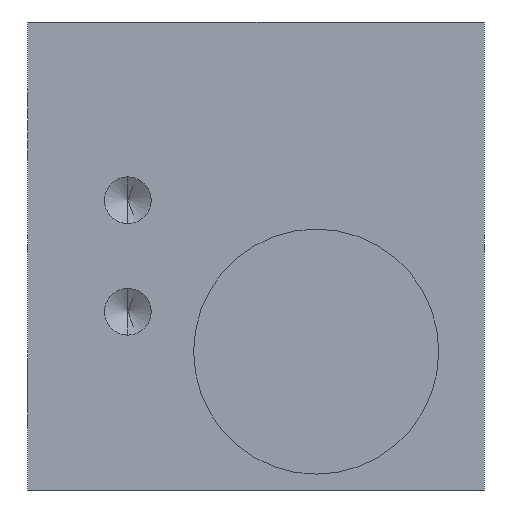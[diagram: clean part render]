
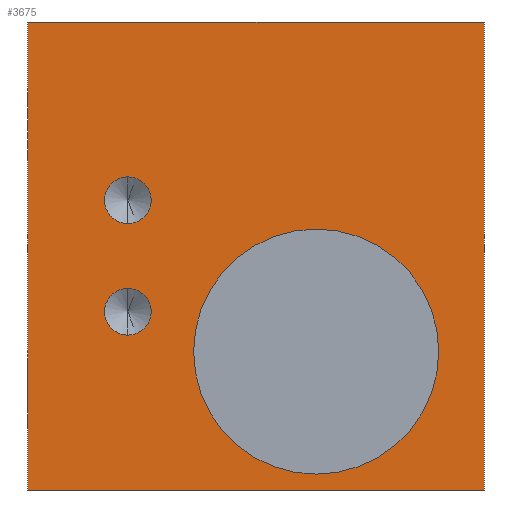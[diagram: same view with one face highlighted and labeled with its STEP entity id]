
A CAD part, left-side view. The second image highlights one B-rep face of the part: STEP entity #3675.
In plain terms, the highlighted planar face has unit normal (-1, 0, 0).
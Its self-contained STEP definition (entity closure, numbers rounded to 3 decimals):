
#25 = EDGE_CURVE ( 'NONE', #451, #3733, #2622, .T. ) ;
#82 = AXIS2_PLACEMENT_3D ( 'NONE', #2410, #2118, #2730 ) ;
#117 = CARTESIAN_POINT ( 'NONE',  ( -50., -9., -28.1 ) ) ;
#124 = CIRCLE ( 'NONE', #2985, 11. ) ;
#282 = DIRECTION ( 'NONE',  ( 0., -1., 0. ) ) ;
#301 = CARTESIAN_POINT ( 'NONE',  ( -50., 0., -42. ) ) ;
#378 = FACE_BOUND ( 'NONE', #560, .T. ) ;
#396 = CARTESIAN_POINT ( 'NONE',  ( -50., 0., -42. ) ) ;
#451 = VERTEX_POINT ( 'NONE', #1432 ) ;
#471 = EDGE_LOOP ( 'NONE', ( #1224, #3907 ) ) ;
#528 = CARTESIAN_POINT ( 'NONE',  ( -50., -9., -26. ) ) ;
#560 = EDGE_LOOP ( 'NONE', ( #2234, #2040 ) ) ;
#598 = CARTESIAN_POINT ( 'NONE',  ( -50., 0., -42. ) ) ;
#599 = VECTOR ( 'NONE', #282, 1000. ) ;
#634 = CARTESIAN_POINT ( 'NONE',  ( -50., 0., -42. ) ) ;
#646 = ORIENTED_EDGE ( 'NONE', *, *, #2211, .F. ) ;
#671 = VECTOR ( 'NONE', #4077, 1000. ) ;
#714 = DIRECTION ( 'NONE',  ( -1., 0., 0. ) ) ;
#863 = CARTESIAN_POINT ( 'NONE',  ( -50., -9., -23.9 ) ) ;
#877 = CIRCLE ( 'NONE', #82, 2.1 ) ;
#944 = DIRECTION ( 'NONE',  ( -1., 0., 0. ) ) ;
#969 = DIRECTION ( 'NONE',  ( 0., -1., 0. ) ) ;
#1004 = DIRECTION ( 'NONE',  ( 0., -1., 0. ) ) ;
#1094 = EDGE_CURVE ( 'NONE', #3513, #1557, #3849, .T. ) ;
#1201 = AXIS2_PLACEMENT_3D ( 'NONE', #2252, #4126, #2867 ) ;
#1223 = CARTESIAN_POINT ( 'NONE',  ( -50., -9., -16. ) ) ;
#1224 = ORIENTED_EDGE ( 'NONE', *, *, #4203, .F. ) ;
#1238 = DIRECTION ( 'NONE',  ( -1., 0., 0. ) ) ;
#1262 = VERTEX_POINT ( 'NONE', #4013 ) ;
#1284 = PLANE ( 'NONE',  #1793 ) ;
#1323 = EDGE_CURVE ( 'NONE', #3733, #451, #124, .T. ) ;
#1359 = CARTESIAN_POINT ( 'NONE',  ( -50., -9., -26. ) ) ;
#1382 = DIRECTION ( 'NONE',  ( 0., 0., 1. ) ) ;
#1402 = VERTEX_POINT ( 'NONE', #117 ) ;
#1432 = CARTESIAN_POINT ( 'NONE',  ( -50., -36.9, -29.58 ) ) ;
#1441 = EDGE_LOOP ( 'NONE', ( #646, #3848 ) ) ;
#1487 = ORIENTED_EDGE ( 'NONE', *, *, #2279, .T. ) ;
#1489 = EDGE_CURVE ( 'NONE', #2950, #1557, #4108, .T. ) ;
#1492 = FACE_BOUND ( 'NONE', #1441, .T. ) ;
#1503 = CIRCLE ( 'NONE', #3911, 2.1 ) ;
#1557 = VERTEX_POINT ( 'NONE', #3130 ) ;
#1561 = DIRECTION ( 'NONE',  ( 0., 0., 1. ) ) ;
#1563 = DIRECTION ( 'NONE',  ( 0., 0., 1. ) ) ;
#1602 = VERTEX_POINT ( 'NONE', #863 ) ;
#1617 = CARTESIAN_POINT ( 'NONE',  ( -50., 0., 0. ) ) ;
#1636 = EDGE_CURVE ( 'NONE', #1402, #1602, #2905, .T. ) ;
#1793 = AXIS2_PLACEMENT_3D ( 'NONE', #634, #944, #969 ) ;
#1809 = VECTOR ( 'NONE', #1891, 1000. ) ;
#1891 = DIRECTION ( 'NONE',  ( 0., 0., 1. ) ) ;
#2040 = ORIENTED_EDGE ( 'NONE', *, *, #1323, .F. ) ;
#2076 = CIRCLE ( 'NONE', #2086, 2.1 ) ;
#2086 = AXIS2_PLACEMENT_3D ( 'NONE', #1359, #714, #1382 ) ;
#2118 = DIRECTION ( 'NONE',  ( -1., 0., 0. ) ) ;
#2211 = EDGE_CURVE ( 'NONE', #3031, #1262, #1503, .T. ) ;
#2234 = ORIENTED_EDGE ( 'NONE', *, *, #25, .F. ) ;
#2238 = DIRECTION ( 'NONE',  ( -1., 0., 0. ) ) ;
#2252 = CARTESIAN_POINT ( 'NONE',  ( -50., -25.9, -29.58 ) ) ;
#2279 = EDGE_CURVE ( 'NONE', #2287, #3513, #4210, .T. ) ;
#2287 = VERTEX_POINT ( 'NONE', #301 ) ;
#2333 = FACE_BOUND ( 'NONE', #471, .T. ) ;
#2370 = CARTESIAN_POINT ( 'NONE',  ( -50., -25.9, -29.58 ) ) ;
#2410 = CARTESIAN_POINT ( 'NONE',  ( -50., -9., -16. ) ) ;
#2458 = EDGE_CURVE ( 'NONE', #2287, #2950, #3851, .T. ) ;
#2521 = ORIENTED_EDGE ( 'NONE', *, *, #1094, .T. ) ;
#2538 = VECTOR ( 'NONE', #4047, 1000. ) ;
#2622 = CIRCLE ( 'NONE', #1201, 11. ) ;
#2720 = DIRECTION ( 'NONE',  ( -1., 0., 0. ) ) ;
#2730 = DIRECTION ( 'NONE',  ( 0., 0., 1. ) ) ;
#2867 = DIRECTION ( 'NONE',  ( 0., -1., 0. ) ) ;
#2905 = CIRCLE ( 'NONE', #3846, 2.1 ) ;
#2918 = CARTESIAN_POINT ( 'NONE',  ( -50., -41., -42. ) ) ;
#2950 = VERTEX_POINT ( 'NONE', #1617 ) ;
#2985 = AXIS2_PLACEMENT_3D ( 'NONE', #2370, #2720, #1004 ) ;
#3020 = ORIENTED_EDGE ( 'NONE', *, *, #2458, .F. ) ;
#3031 = VERTEX_POINT ( 'NONE', #3554 ) ;
#3108 = EDGE_LOOP ( 'NONE', ( #3640, #3020, #1487, #2521 ) ) ;
#3130 = CARTESIAN_POINT ( 'NONE',  ( -50., -41., 0. ) ) ;
#3147 = FACE_OUTER_BOUND ( 'NONE', #3108, .T. ) ;
#3207 = EDGE_CURVE ( 'NONE', #1262, #3031, #877, .T. ) ;
#3413 = CARTESIAN_POINT ( 'NONE',  ( -50., 0., 0. ) ) ;
#3513 = VERTEX_POINT ( 'NONE', #2918 ) ;
#3554 = CARTESIAN_POINT ( 'NONE',  ( -50., -9., -13.9 ) ) ;
#3640 = ORIENTED_EDGE ( 'NONE', *, *, #1489, .F. ) ;
#3675 = ADVANCED_FACE ( 'NONE', ( #2333, #1492, #378, #3147 ), #1284, .T. ) ;
#3682 = CARTESIAN_POINT ( 'NONE',  ( -50., -14.9, -29.58 ) ) ;
#3733 = VERTEX_POINT ( 'NONE', #3682 ) ;
#3846 = AXIS2_PLACEMENT_3D ( 'NONE', #528, #1238, #1561 ) ;
#3848 = ORIENTED_EDGE ( 'NONE', *, *, #3207, .F. ) ;
#3849 = LINE ( 'NONE', #3871, #1809 ) ;
#3851 = LINE ( 'NONE', #396, #2538 ) ;
#3871 = CARTESIAN_POINT ( 'NONE',  ( -50., -41., -42. ) ) ;
#3907 = ORIENTED_EDGE ( 'NONE', *, *, #1636, .F. ) ;
#3911 = AXIS2_PLACEMENT_3D ( 'NONE', #1223, #2238, #1563 ) ;
#4013 = CARTESIAN_POINT ( 'NONE',  ( -50., -9., -18.1 ) ) ;
#4047 = DIRECTION ( 'NONE',  ( 0., 0., 1. ) ) ;
#4077 = DIRECTION ( 'NONE',  ( 0., -1., 0. ) ) ;
#4108 = LINE ( 'NONE', #3413, #671 ) ;
#4126 = DIRECTION ( 'NONE',  ( -1., 0., 0. ) ) ;
#4203 = EDGE_CURVE ( 'NONE', #1602, #1402, #2076, .T. ) ;
#4210 = LINE ( 'NONE', #598, #599 ) ;
